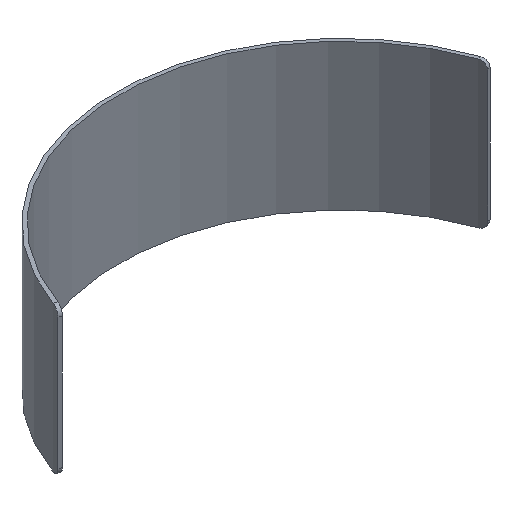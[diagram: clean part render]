
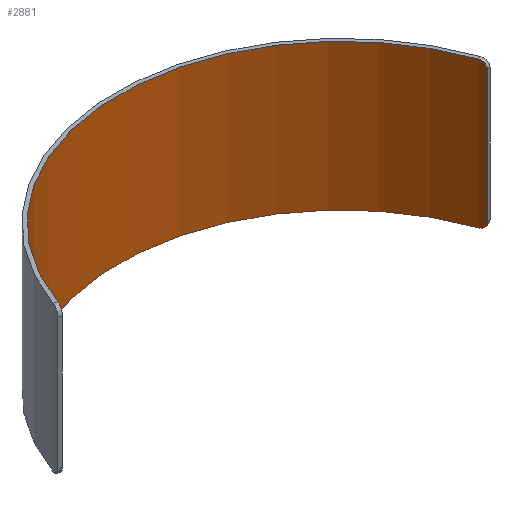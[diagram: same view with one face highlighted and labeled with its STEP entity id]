
A CAD part, isometric view. The second image highlights one B-rep face of the part: STEP entity #2881.
In plain terms, the highlighted cylindrical face has radius 30.5 mm (diameter 61 mm), a partial arc.
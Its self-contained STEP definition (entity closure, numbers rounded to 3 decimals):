
#71 = ORIENTED_EDGE ( 'NONE', *, *, #4142, .F. ) ;
#139 = ORIENTED_EDGE ( 'NONE', *, *, #267, .T. ) ;
#267 = EDGE_CURVE ( 'NONE', #435, #4128, #3338, .T. ) ;
#348 = ORIENTED_EDGE ( 'NONE', *, *, #2056, .F. ) ;
#355 = VECTOR ( 'NONE', #3718, 1000. ) ;
#415 = CARTESIAN_POINT ( 'NONE',  ( 28.97, 9.538, -9.8 ) ) ;
#435 = VERTEX_POINT ( 'NONE', #1454 ) ;
#738 = VERTEX_POINT ( 'NONE', #4169 ) ;
#867 = DIRECTION ( 'NONE',  ( 0., 0., -1. ) ) ;
#927 = CARTESIAN_POINT ( 'NONE',  ( 29.088, 9.172, -9.264 ) ) ;
#1048 = CARTESIAN_POINT ( 'NONE',  ( -28.772, 10.12, 10. ) ) ;
#1315 = EDGE_CURVE ( 'NONE', #3023, #738, #2731, .T. ) ;
#1448 = CIRCLE ( 'NONE', #5920, 30.5 ) ;
#1454 = CARTESIAN_POINT ( 'NONE',  ( 28.772, 10.12, -10. ) ) ;
#1627 = DIRECTION ( 'NONE',  ( 0., 0., -1. ) ) ;
#1747 = CARTESIAN_POINT ( 'NONE',  ( 29.088, 9.172, 10. ) ) ;
#1884 = ORIENTED_EDGE ( 'NONE', *, *, #5508, .T. ) ;
#2056 = EDGE_CURVE ( 'NONE', #4489, #738, #1448, .T. ) ;
#2236 = CARTESIAN_POINT ( 'NONE',  ( -28.935, 9.644, 9.874 ) ) ;
#2341 = CARTESIAN_POINT ( 'NONE',  ( 29.05, 9.292, 9.504 ) ) ;
#2342 = VERTEX_POINT ( 'NONE', #6633 ) ;
#2579 = CARTESIAN_POINT ( 'NONE',  ( -29.056, 9.275, 9.523 ) ) ;
#2612 = LINE ( 'NONE', #7399, #355 ) ;
#2671 = CARTESIAN_POINT ( 'NONE',  ( 29.056, 9.275, -9.523 ) ) ;
#2685 = DIRECTION ( 'NONE',  ( 0., 0., -1. ) ) ;
#2731 = B_SPLINE_CURVE_WITH_KNOTS ( 'NONE', 3,
 ( #4074, #7053, #4159, #2341, #5427, #5352, #5850, #2947 ),
 .UNSPECIFIED., .F., .F.,
 ( 4, 2, 2, 4 ),
 ( 0., 0., 0.001, 0.002 ),
 .UNSPECIFIED. ) ;
#2738 = CARTESIAN_POINT ( 'NONE',  ( -29.028, 9.363, -9.615 ) ) ;
#2781 = ORIENTED_EDGE ( 'NONE', *, *, #1315, .T. ) ;
#2838 = CARTESIAN_POINT ( 'NONE',  ( -28.858, 9.873, 9.974 ) ) ;
#2881 = ADVANCED_FACE ( 'NONE', ( #4958 ), #7326, .F. ) ;
#2947 = CARTESIAN_POINT ( 'NONE',  ( 28.772, 10.12, 10. ) ) ;
#2980 = CARTESIAN_POINT ( 'NONE',  ( -28.772, 10.12, -10. ) ) ;
#3023 = VERTEX_POINT ( 'NONE', #5143 ) ;
#3105 = EDGE_LOOP ( 'NONE', ( #71, #2781, #348, #7677, #1884, #3767, #7488, #139 ) ) ;
#3212 = CARTESIAN_POINT ( 'NONE',  ( -28.816, 9.996, 10. ) ) ;
#3268 = CARTESIAN_POINT ( 'NONE',  ( 28.816, 9.996, -10. ) ) ;
#3333 = CARTESIAN_POINT ( 'NONE',  ( -29.081, 9.196, -9.262 ) ) ;
#3338 = B_SPLINE_CURVE_WITH_KNOTS ( 'NONE', 3,
 ( #5086, #3268, #3929, #4473, #415, #2671, #927, #6896 ),
 .UNSPECIFIED., .F., .F.,
 ( 4, 2, 2, 4 ),
 ( 0., 0., 0.001, 0.002 ),
 .UNSPECIFIED. ) ;
#3667 = EDGE_CURVE ( 'NONE', #4489, #2342, #5856, .T. ) ;
#3689 = AXIS2_PLACEMENT_3D ( 'NONE', #4389, #6742, #5580 ) ;
#3718 = DIRECTION ( 'NONE',  ( 0., 0., -1. ) ) ;
#3767 = ORIENTED_EDGE ( 'NONE', *, *, #7121, .T. ) ;
#3920 = CARTESIAN_POINT ( 'NONE',  ( -29.088, 9.172, -9.132 ) ) ;
#3929 = CARTESIAN_POINT ( 'NONE',  ( 28.858, 9.873, -9.974 ) ) ;
#4074 = CARTESIAN_POINT ( 'NONE',  ( 29.088, 9.172, 9. ) ) ;
#4128 = VERTEX_POINT ( 'NONE', #7072 ) ;
#4142 = EDGE_CURVE ( 'NONE', #3023, #4128, #7654, .T. ) ;
#4159 = CARTESIAN_POINT ( 'NONE',  ( 29.081, 9.196, 9.262 ) ) ;
#4169 = CARTESIAN_POINT ( 'NONE',  ( 28.772, 10.12, 10. ) ) ;
#4194 = AXIS2_PLACEMENT_3D ( 'NONE', #5644, #2685, #4412 ) ;
#4214 = CIRCLE ( 'NONE', #4194, 30.5 ) ;
#4389 = CARTESIAN_POINT ( 'NONE',  ( 0., 0., 10. ) ) ;
#4412 = DIRECTION ( 'NONE',  ( -1., 0., 0. ) ) ;
#4473 = CARTESIAN_POINT ( 'NONE',  ( 28.935, 9.644, -9.874 ) ) ;
#4489 = VERTEX_POINT ( 'NONE', #5633 ) ;
#4504 = CARTESIAN_POINT ( 'NONE',  ( -29.088, 9.172, -9. ) ) ;
#4611 = B_SPLINE_CURVE_WITH_KNOTS ( 'NONE', 3,
 ( #4504, #3920, #3333, #5691, #2738, #5113, #7481, #2980 ),
 .UNSPECIFIED., .F., .F.,
 ( 4, 2, 2, 4 ),
 ( 0., 0., 0.001, 0.002 ),
 .UNSPECIFIED. ) ;
#4632 = CARTESIAN_POINT ( 'NONE',  ( -28.97, 9.538, 9.8 ) ) ;
#4759 = CARTESIAN_POINT ( 'NONE',  ( -29.088, 9.172, -9. ) ) ;
#4953 = CARTESIAN_POINT ( 'NONE',  ( -29.088, 9.172, 9. ) ) ;
#4958 = FACE_OUTER_BOUND ( 'NONE', #3105, .T. ) ;
#5062 = VECTOR ( 'NONE', #1627, 1000. ) ;
#5086 = CARTESIAN_POINT ( 'NONE',  ( 28.772, 10.12, -10. ) ) ;
#5113 = CARTESIAN_POINT ( 'NONE',  ( -28.942, 9.626, -9.891 ) ) ;
#5143 = CARTESIAN_POINT ( 'NONE',  ( 29.088, 9.172, 9. ) ) ;
#5352 = CARTESIAN_POINT ( 'NONE',  ( 28.942, 9.626, 9.891 ) ) ;
#5427 = CARTESIAN_POINT ( 'NONE',  ( 29.028, 9.363, 9.615 ) ) ;
#5508 = EDGE_CURVE ( 'NONE', #2342, #6174, #2612, .T. ) ;
#5580 = DIRECTION ( 'NONE',  ( -1., 0., 0. ) ) ;
#5633 = CARTESIAN_POINT ( 'NONE',  ( -28.772, 10.12, 10. ) ) ;
#5644 = CARTESIAN_POINT ( 'NONE',  ( 0., 0., -10. ) ) ;
#5691 = CARTESIAN_POINT ( 'NONE',  ( -29.05, 9.292, -9.504 ) ) ;
#5850 = CARTESIAN_POINT ( 'NONE',  ( 28.86, 9.871, 10. ) ) ;
#5856 = B_SPLINE_CURVE_WITH_KNOTS ( 'NONE', 3,
 ( #1048, #3212, #2838, #2236, #4632, #2579, #6128, #4953 ),
 .UNSPECIFIED., .F., .F.,
 ( 4, 2, 2, 4 ),
 ( 0., 0., 0.001, 0.002 ),
 .UNSPECIFIED. ) ;
#5920 = AXIS2_PLACEMENT_3D ( 'NONE', #7311, #867, #7347 ) ;
#6128 = CARTESIAN_POINT ( 'NONE',  ( -29.088, 9.172, 9.264 ) ) ;
#6174 = VERTEX_POINT ( 'NONE', #4759 ) ;
#6449 = CARTESIAN_POINT ( 'NONE',  ( -28.772, 10.12, -10. ) ) ;
#6633 = CARTESIAN_POINT ( 'NONE',  ( -29.088, 9.172, 9. ) ) ;
#6639 = VERTEX_POINT ( 'NONE', #6449 ) ;
#6742 = DIRECTION ( 'NONE',  ( 0., 0., -1. ) ) ;
#6896 = CARTESIAN_POINT ( 'NONE',  ( 29.088, 9.172, -9. ) ) ;
#7005 = EDGE_CURVE ( 'NONE', #6639, #435, #4214, .T. ) ;
#7053 = CARTESIAN_POINT ( 'NONE',  ( 29.088, 9.172, 9.132 ) ) ;
#7072 = CARTESIAN_POINT ( 'NONE',  ( 29.088, 9.172, -9. ) ) ;
#7121 = EDGE_CURVE ( 'NONE', #6174, #6639, #4611, .T. ) ;
#7311 = CARTESIAN_POINT ( 'NONE',  ( 0., 0., 10. ) ) ;
#7326 = CYLINDRICAL_SURFACE ( 'NONE', #3689, 30.5 ) ;
#7347 = DIRECTION ( 'NONE',  ( -1., 0., 0. ) ) ;
#7399 = CARTESIAN_POINT ( 'NONE',  ( -29.088, 9.172, 10. ) ) ;
#7481 = CARTESIAN_POINT ( 'NONE',  ( -28.86, 9.871, -10. ) ) ;
#7488 = ORIENTED_EDGE ( 'NONE', *, *, #7005, .T. ) ;
#7654 = LINE ( 'NONE', #1747, #5062 ) ;
#7677 = ORIENTED_EDGE ( 'NONE', *, *, #3667, .T. ) ;
